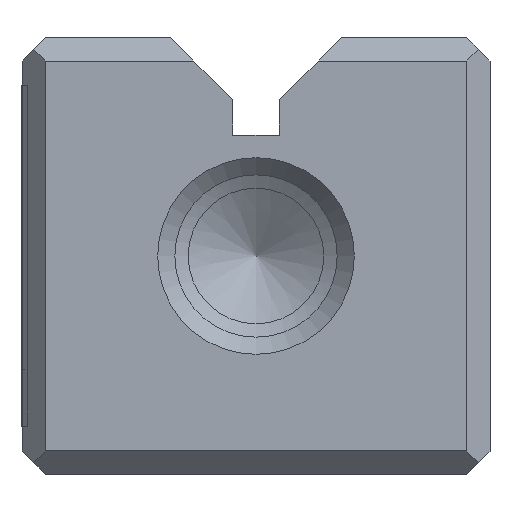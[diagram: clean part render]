
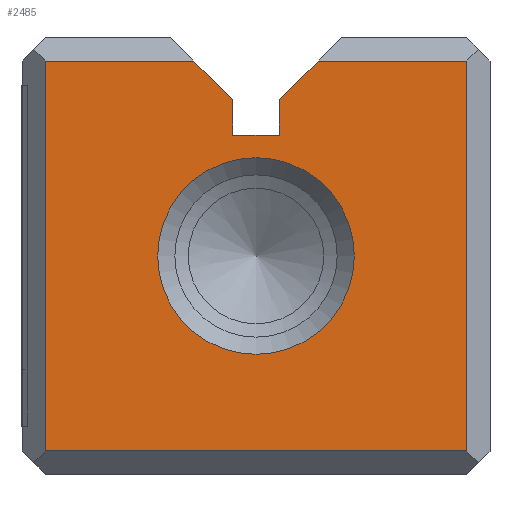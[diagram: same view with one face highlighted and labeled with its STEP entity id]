
A CAD part, front view. The second image highlights one B-rep face of the part: STEP entity #2485.
In plain terms, the highlighted planar face has unit normal (0, -1, 0).
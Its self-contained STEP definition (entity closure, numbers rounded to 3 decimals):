
#2485=ADVANCED_FACE('',(#3311,#3312),#2898,.T.);
#2898=PLANE('',#9225);
#3164=CIRCLE('',#9224,3.15);
#3311=FACE_BOUND('',#3599,.T.);
#3312=FACE_BOUND('',#3600,.T.);
#3599=EDGE_LOOP('',(#4577,#4578,#4579,#4580,#4581,#4582,#4583,#4584,#4585,
#4586));
#3600=EDGE_LOOP('',(#4587));
#4577=ORIENTED_EDGE('',*,*,#7179,.T.);
#4578=ORIENTED_EDGE('',*,*,#7180,.F.);
#4579=ORIENTED_EDGE('',*,*,#7181,.F.);
#4580=ORIENTED_EDGE('',*,*,#7182,.F.);
#4581=ORIENTED_EDGE('',*,*,#7183,.T.);
#4582=ORIENTED_EDGE('',*,*,#7184,.T.);
#4583=ORIENTED_EDGE('',*,*,#7185,.T.);
#4584=ORIENTED_EDGE('',*,*,#7186,.T.);
#4585=ORIENTED_EDGE('',*,*,#7187,.T.);
#4586=ORIENTED_EDGE('',*,*,#7188,.F.);
#4587=ORIENTED_EDGE('',*,*,#7189,.T.);
#6497=VERTEX_POINT('',#11953);
#6498=VERTEX_POINT('',#11954);
#6499=VERTEX_POINT('',#11956);
#6500=VERTEX_POINT('',#11958);
#6501=VERTEX_POINT('',#11960);
#6502=VERTEX_POINT('',#11962);
#6503=VERTEX_POINT('',#11964);
#6504=VERTEX_POINT('',#11966);
#6505=VERTEX_POINT('',#11968);
#6506=VERTEX_POINT('',#11970);
#6507=VERTEX_POINT('',#11973);
#7179=EDGE_CURVE('',#6497,#6498,#8041,.T.);
#7180=EDGE_CURVE('',#6499,#6498,#8042,.T.);
#7181=EDGE_CURVE('',#6500,#6499,#8043,.T.);
#7182=EDGE_CURVE('',#6501,#6500,#8044,.T.);
#7183=EDGE_CURVE('',#6501,#6502,#8045,.T.);
#7184=EDGE_CURVE('',#6502,#6503,#8046,.T.);
#7185=EDGE_CURVE('',#6503,#6504,#8047,.T.);
#7186=EDGE_CURVE('',#6504,#6505,#8048,.T.);
#7187=EDGE_CURVE('',#6505,#6506,#8049,.T.);
#7188=EDGE_CURVE('',#6497,#6506,#8050,.T.);
#7189=EDGE_CURVE('',#6507,#6507,#3164,.T.);
#8041=LINE('',#11952,#8701);
#8042=LINE('',#11955,#8702);
#8043=LINE('',#11957,#8703);
#8044=LINE('',#11959,#8704);
#8045=LINE('',#11961,#8705);
#8046=LINE('',#11963,#8706);
#8047=LINE('',#11965,#8707);
#8048=LINE('',#11967,#8708);
#8049=LINE('',#11969,#8709);
#8050=LINE('',#11971,#8710);
#8701=VECTOR('',#9857,1.);
#8702=VECTOR('',#9858,1.);
#8703=VECTOR('',#9859,1.);
#8704=VECTOR('',#9860,1.);
#8705=VECTOR('',#9861,1.);
#8706=VECTOR('',#9862,1.);
#8707=VECTOR('',#9863,1.);
#8708=VECTOR('',#9864,1.);
#8709=VECTOR('',#9865,1.);
#8710=VECTOR('',#9866,1.);
#9224=AXIS2_PLACEMENT_3D('',#11972,#9867,#9868);
#9225=AXIS2_PLACEMENT_3D('',#11974,#9869,#9870);
#9857=DIRECTION('',(0.,0.,-1.));
#9858=DIRECTION('',(1.,0.,0.));
#9859=DIRECTION('',(0.,0.,-1.));
#9860=DIRECTION('',(0.707,0.,-0.707));
#9861=DIRECTION('',(-1.,0.,0.));
#9862=DIRECTION('',(0.,0.,-1.));
#9863=DIRECTION('',(1.,0.,0.));
#9864=DIRECTION('',(0.,0.,1.));
#9865=DIRECTION('',(-1.,0.,0.));
#9866=DIRECTION('',(0.707,0.,0.707));
#9867=DIRECTION('',(0.,1.,0.));
#9868=DIRECTION('',(0.,0.,1.));
#9869=DIRECTION('',(0.,-1.,0.));
#9870=DIRECTION('',(0.,0.,1.));
#11952=CARTESIAN_POINT('',(8.25,0.,10.875));
#11953=CARTESIAN_POINT('',(8.25,0.,12.007));
#11954=CARTESIAN_POINT('',(8.25,0.,10.875));
#11955=CARTESIAN_POINT('',(6.75,0.,10.875));
#11956=CARTESIAN_POINT('',(6.75,0.,10.875));
#11957=CARTESIAN_POINT('',(6.75,0.,10.875));
#11958=CARTESIAN_POINT('',(6.75,0.,12.007));
#11959=CARTESIAN_POINT('',(4.757,0.,14.));
#11960=CARTESIAN_POINT('',(5.507,0.,13.25));
#11961=CARTESIAN_POINT('',(7.5,0.,13.25));
#11962=CARTESIAN_POINT('',(0.75,0.,13.25));
#11963=CARTESIAN_POINT('',(0.75,0.,0.));
#11964=CARTESIAN_POINT('',(0.75,0.,0.75));
#11965=CARTESIAN_POINT('',(7.5,0.,0.75));
#11966=CARTESIAN_POINT('',(14.25,0.,0.75));
#11967=CARTESIAN_POINT('',(14.25,0.,0.));
#11968=CARTESIAN_POINT('',(14.25,0.,13.25));
#11969=CARTESIAN_POINT('',(7.5,0.,13.25));
#11970=CARTESIAN_POINT('',(9.493,0.,13.25));
#11971=CARTESIAN_POINT('',(7.5,0.,11.257));
#11972=CARTESIAN_POINT('',(7.5,0.,7.));
#11973=CARTESIAN_POINT('',(7.5,0.,10.15));
#11974=CARTESIAN_POINT('',(7.5,0.,0.));
